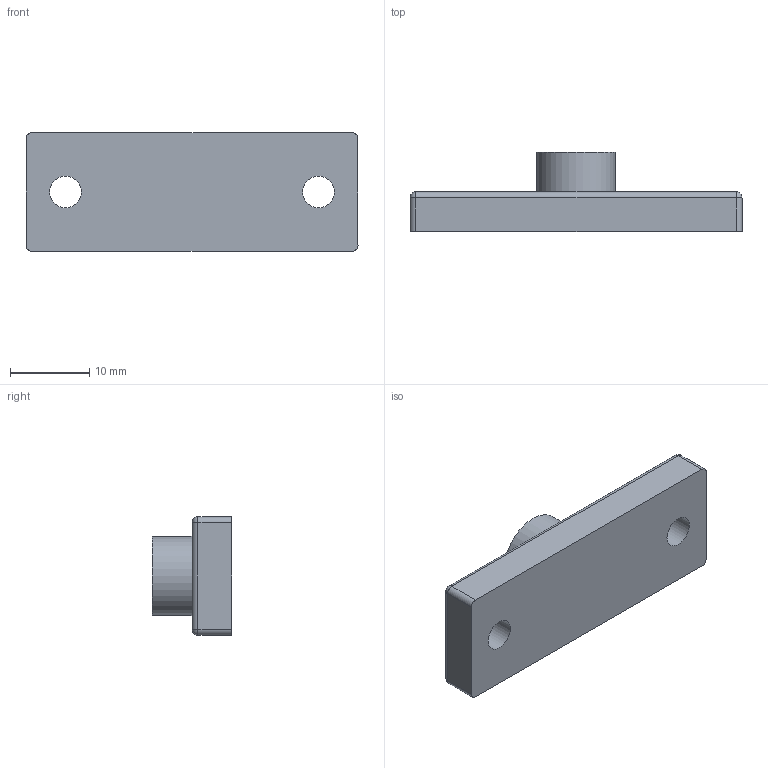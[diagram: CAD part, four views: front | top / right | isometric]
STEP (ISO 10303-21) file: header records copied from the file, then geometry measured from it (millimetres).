
FILE_DESCRIPTION(/* description */ (''),/* implementation_level */ '2;1');
FILE_NAME(/* name */ 'Y-belt-tensioner-III-rev1 v20 v3.step',/* time_stamp */ '2019-03-03T15:49:35+01:00',/* author */ ('emytass'),/* organization */ (''),/* preprocessor_version */ 'ST-DEVELOPER v17.2',/* originating_system */ 'Autodesk Translation Framework v7.6.0.251',/* authorisation */ '');
FILE_SCHEMA (('AUTOMOTIVE_DESIGN { 1 0 10303 214 3 1 1 }'));
Length unit declared in the file: millimetre
Products named in the file (1): Y-belt-tensioner-III-rev1 v20
Bounding box: 42 x 10 x 15 mm (x, y, z)
Volume: 3244.1 mm3; surface area: 2128.1 mm2
Topology: 1 solids, 1 shells, 28 faces, 54 edges, 32 vertices
Faces by surface type: cylinder 14, plane 10, sphere 4
Full cylindrical faces by diameter (mm): 3.25 x1, 4 x2, 7.5 x2, 10 x1
Entity records: 757 total; most frequent: DIRECTION 140, CARTESIAN_POINT 115, ORIENTED_EDGE 108, AXIS2_PLACEMENT_3D 57, EDGE_CURVE 54, EDGE_LOOP 36, VERTEX_POINT 32, FACE_OUTER_BOUND 28
